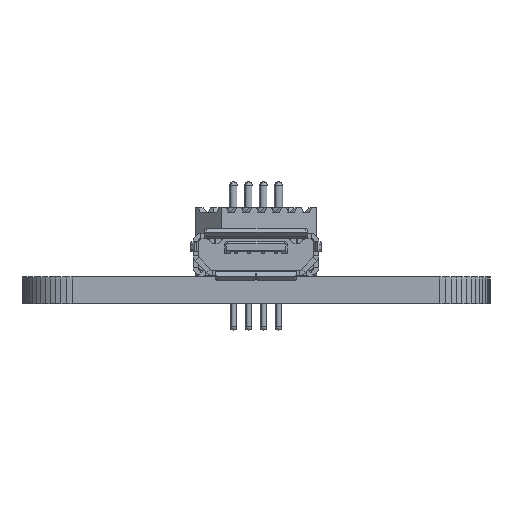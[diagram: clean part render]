
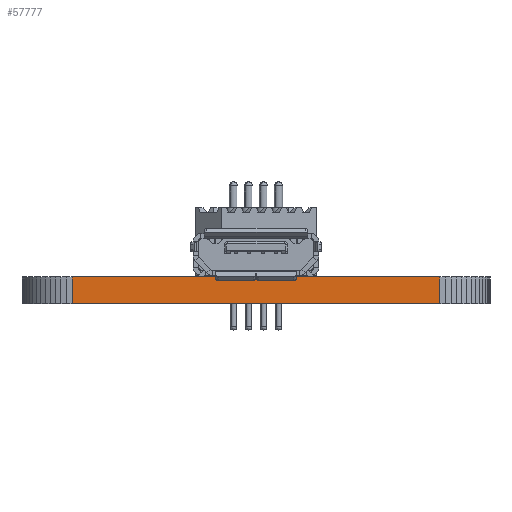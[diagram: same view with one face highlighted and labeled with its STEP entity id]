
A CAD part, left-side view. The second image highlights one B-rep face of the part: STEP entity #57777.
In plain terms, the highlighted planar face has unit normal (-1, 0, 0).
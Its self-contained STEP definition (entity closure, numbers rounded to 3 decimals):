
#51423 = PLANE('',#51424);
#51424 = AXIS2_PLACEMENT_3D('',#51425,#51426,#51427);
#51425 = CARTESIAN_POINT('',(46.5,-35.,1.6));
#51426 = DIRECTION('',(-0.,-0.,-1.));
#51427 = DIRECTION('',(-1.,0.,0.));
#51477 = PLANE('',#51478);
#51478 = AXIS2_PLACEMENT_3D('',#51479,#51480,#51481);
#51479 = CARTESIAN_POINT('',(46.5,-35.,0.));
#51480 = DIRECTION('',(-0.,-0.,-1.));
#51481 = DIRECTION('',(-1.,0.,0.));
#52762 = VERTEX_POINT('',#52763);
#52763 = CARTESIAN_POINT('',(28.,-46.,0.));
#52777 = PLANE('',#52778);
#52778 = AXIS2_PLACEMENT_3D('',#52779,#52780,#52781);
#52779 = CARTESIAN_POINT('',(28.019,-46.336,0.));
#52780 = DIRECTION('',(-0.998,-0.056,0.));
#52781 = DIRECTION('',(-0.056,0.998,0.));
#52789 = EDGE_CURVE('',#52762,#52790,#52792,.T.);
#52790 = VERTEX_POINT('',#52791);
#52791 = CARTESIAN_POINT('',(28.,-24.,0.));
#52792 = SURFACE_CURVE('',#52793,(#52797,#52804),.PCURVE_S1.);
#52793 = LINE('',#52794,#52795);
#52794 = CARTESIAN_POINT('',(28.,-46.,0.));
#52795 = VECTOR('',#52796,1.);
#52796 = DIRECTION('',(0.,1.,0.));
#52797 = PCURVE('',#51477,#52798);
#52798 = DEFINITIONAL_REPRESENTATION('',(#52799),#52803);
#52799 = LINE('',#52800,#52801);
#52800 = CARTESIAN_POINT('',(18.5,-11.));
#52801 = VECTOR('',#52802,1.);
#52802 = DIRECTION('',(0.,1.));
#52803 = ( GEOMETRIC_REPRESENTATION_CONTEXT(2) 
PARAMETRIC_REPRESENTATION_CONTEXT() REPRESENTATION_CONTEXT('2D SPACE',''
  ) );
#52804 = PCURVE('',#52805,#52810);
#52805 = PLANE('',#52806);
#52806 = AXIS2_PLACEMENT_3D('',#52807,#52808,#52809);
#52807 = CARTESIAN_POINT('',(28.,-46.,0.));
#52808 = DIRECTION('',(-1.,0.,0.));
#52809 = DIRECTION('',(0.,1.,0.));
#52810 = DEFINITIONAL_REPRESENTATION('',(#52811),#52815);
#52811 = LINE('',#52812,#52813);
#52812 = CARTESIAN_POINT('',(0.,0.));
#52813 = VECTOR('',#52814,1.);
#52814 = DIRECTION('',(1.,0.));
#52815 = ( GEOMETRIC_REPRESENTATION_CONTEXT(2) 
PARAMETRIC_REPRESENTATION_CONTEXT() REPRESENTATION_CONTEXT('2D SPACE',''
  ) );
#52833 = PLANE('',#52834);
#52834 = AXIS2_PLACEMENT_3D('',#52835,#52836,#52837);
#52835 = CARTESIAN_POINT('',(28.,-24.,0.));
#52836 = DIRECTION('',(-0.998,0.056,0.));
#52837 = DIRECTION('',(0.056,0.998,0.));
#55519 = VERTEX_POINT('',#55520);
#55520 = CARTESIAN_POINT('',(28.,-46.,1.6));
#55541 = EDGE_CURVE('',#55519,#55542,#55544,.T.);
#55542 = VERTEX_POINT('',#55543);
#55543 = CARTESIAN_POINT('',(28.,-24.,1.6));
#55544 = SURFACE_CURVE('',#55545,(#55549,#55556),.PCURVE_S1.);
#55545 = LINE('',#55546,#55547);
#55546 = CARTESIAN_POINT('',(28.,-46.,1.6));
#55547 = VECTOR('',#55548,1.);
#55548 = DIRECTION('',(0.,1.,0.));
#55549 = PCURVE('',#51423,#55550);
#55550 = DEFINITIONAL_REPRESENTATION('',(#55551),#55555);
#55551 = LINE('',#55552,#55553);
#55552 = CARTESIAN_POINT('',(18.5,-11.));
#55553 = VECTOR('',#55554,1.);
#55554 = DIRECTION('',(0.,1.));
#55555 = ( GEOMETRIC_REPRESENTATION_CONTEXT(2) 
PARAMETRIC_REPRESENTATION_CONTEXT() REPRESENTATION_CONTEXT('2D SPACE',''
  ) );
#55556 = PCURVE('',#52805,#55557);
#55557 = DEFINITIONAL_REPRESENTATION('',(#55558),#55562);
#55558 = LINE('',#55559,#55560);
#55559 = CARTESIAN_POINT('',(0.,-1.6));
#55560 = VECTOR('',#55561,1.);
#55561 = DIRECTION('',(1.,0.));
#55562 = ( GEOMETRIC_REPRESENTATION_CONTEXT(2) 
PARAMETRIC_REPRESENTATION_CONTEXT() REPRESENTATION_CONTEXT('2D SPACE',''
  ) );
#57727 = EDGE_CURVE('',#52790,#55542,#57728,.T.);
#57728 = SURFACE_CURVE('',#57729,(#57733,#57740),.PCURVE_S1.);
#57729 = LINE('',#57730,#57731);
#57730 = CARTESIAN_POINT('',(28.,-24.,0.));
#57731 = VECTOR('',#57732,1.);
#57732 = DIRECTION('',(0.,0.,1.));
#57733 = PCURVE('',#52833,#57734);
#57734 = DEFINITIONAL_REPRESENTATION('',(#57735),#57739);
#57735 = LINE('',#57736,#57737);
#57736 = CARTESIAN_POINT('',(0.,0.));
#57737 = VECTOR('',#57738,1.);
#57738 = DIRECTION('',(0.,-1.));
#57739 = ( GEOMETRIC_REPRESENTATION_CONTEXT(2) 
PARAMETRIC_REPRESENTATION_CONTEXT() REPRESENTATION_CONTEXT('2D SPACE',''
  ) );
#57740 = PCURVE('',#52805,#57741);
#57741 = DEFINITIONAL_REPRESENTATION('',(#57742),#57746);
#57742 = LINE('',#57743,#57744);
#57743 = CARTESIAN_POINT('',(22.,0.));
#57744 = VECTOR('',#57745,1.);
#57745 = DIRECTION('',(0.,-1.));
#57746 = ( GEOMETRIC_REPRESENTATION_CONTEXT(2) 
PARAMETRIC_REPRESENTATION_CONTEXT() REPRESENTATION_CONTEXT('2D SPACE',''
  ) );
#57777 = ADVANCED_FACE('',(#57778),#52805,.T.);
#57778 = FACE_BOUND('',#57779,.T.);
#57779 = EDGE_LOOP('',(#57780,#57801,#57802,#57803));
#57780 = ORIENTED_EDGE('',*,*,#57781,.T.);
#57781 = EDGE_CURVE('',#52762,#55519,#57782,.T.);
#57782 = SURFACE_CURVE('',#57783,(#57787,#57794),.PCURVE_S1.);
#57783 = LINE('',#57784,#57785);
#57784 = CARTESIAN_POINT('',(28.,-46.,0.));
#57785 = VECTOR('',#57786,1.);
#57786 = DIRECTION('',(0.,0.,1.));
#57787 = PCURVE('',#52805,#57788);
#57788 = DEFINITIONAL_REPRESENTATION('',(#57789),#57793);
#57789 = LINE('',#57790,#57791);
#57790 = CARTESIAN_POINT('',(0.,0.));
#57791 = VECTOR('',#57792,1.);
#57792 = DIRECTION('',(0.,-1.));
#57793 = ( GEOMETRIC_REPRESENTATION_CONTEXT(2) 
PARAMETRIC_REPRESENTATION_CONTEXT() REPRESENTATION_CONTEXT('2D SPACE',''
  ) );
#57794 = PCURVE('',#52777,#57795);
#57795 = DEFINITIONAL_REPRESENTATION('',(#57796),#57800);
#57796 = LINE('',#57797,#57798);
#57797 = CARTESIAN_POINT('',(0.336,0.));
#57798 = VECTOR('',#57799,1.);
#57799 = DIRECTION('',(0.,-1.));
#57800 = ( GEOMETRIC_REPRESENTATION_CONTEXT(2) 
PARAMETRIC_REPRESENTATION_CONTEXT() REPRESENTATION_CONTEXT('2D SPACE',''
  ) );
#57801 = ORIENTED_EDGE('',*,*,#55541,.T.);
#57802 = ORIENTED_EDGE('',*,*,#57727,.F.);
#57803 = ORIENTED_EDGE('',*,*,#52789,.F.);
